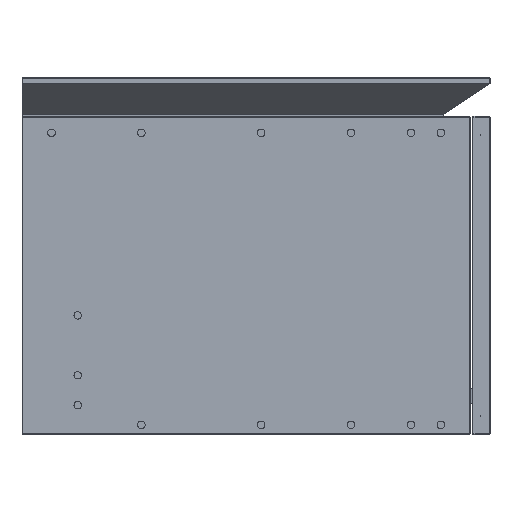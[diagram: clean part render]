
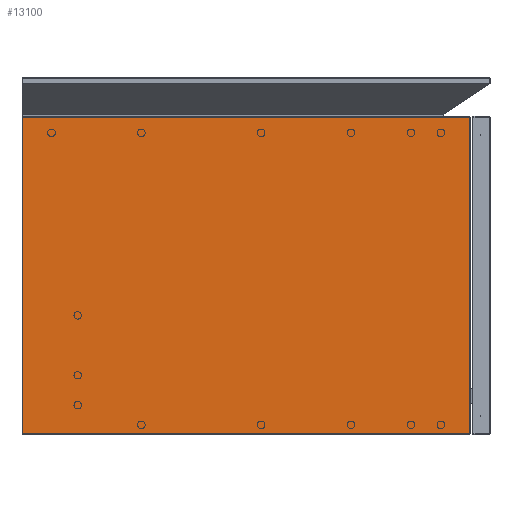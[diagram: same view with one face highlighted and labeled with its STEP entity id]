
A CAD part, left-side view. The second image highlights one B-rep face of the part: STEP entity #13100.
In plain terms, the highlighted planar face has unit normal (-1, 0, 0).
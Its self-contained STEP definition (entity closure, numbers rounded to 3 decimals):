
#13005=CARTESIAN_POINT('',(-61.753,38841.463,-0.8));
#13006=VERTEX_POINT('',#13005);
#13013=CARTESIAN_POINT('',(-61.753,38363.263,-0.8));
#13014=VERTEX_POINT('',#13013);
#13015=CARTESIAN_POINT('',(-61.753,38841.463,-0.8));
#13016=DIRECTION('',(0.0,-1.0,0.0));
#13017=VECTOR('',#13016,478.2);
#13018=LINE('',#13015,#13017);
#13019=EDGE_CURVE('',#13006,#13014,#13018,.T.);
#13036=CARTESIAN_POINT('',(-61.753,38363.263,-339.2));
#13037=VERTEX_POINT('',#13036);
#13038=CARTESIAN_POINT('',(-61.753,38363.263,-0.8));
#13039=DIRECTION('',(0.0,0.0,-1.0));
#13040=VECTOR('',#13039,338.4);
#13041=LINE('',#13038,#13040);
#13042=EDGE_CURVE('',#13014,#13037,#13041,.T.);
#13077=CARTESIAN_POINT('',(-61.753,38602.363,-0.799));
#13078=DIRECTION('',(-1.0,0.0,0.0));
#13079=DIRECTION('',(0.0,0.0,1.0));
#13080=AXIS2_PLACEMENT_3D('',#13077,#13078,#13079);
#13081=PLANE('',#13080);
#13082=ORIENTED_EDGE('',*,*,#13019,.F.);
#13083=CARTESIAN_POINT('',(-61.753,38841.463,-339.2));
#13084=VERTEX_POINT('',#13083);
#13085=CARTESIAN_POINT('',(-61.753,38841.463,-339.2));
#13086=DIRECTION('',(0.0,0.0,1.0));
#13087=VECTOR('',#13086,338.4);
#13088=LINE('',#13085,#13087);
#13089=EDGE_CURVE('',#13084,#13006,#13088,.T.);
#13090=ORIENTED_EDGE('',*,*,#13089,.F.);
#13091=CARTESIAN_POINT('',(-61.753,38363.263,-339.2));
#13092=DIRECTION('',(0.0,1.0,0.0));
#13093=VECTOR('',#13092,478.2);
#13094=LINE('',#13091,#13093);
#13095=EDGE_CURVE('',#13037,#13084,#13094,.T.);
#13096=ORIENTED_EDGE('',*,*,#13095,.F.);
#13097=ORIENTED_EDGE('',*,*,#13042,.F.);
#13098=EDGE_LOOP('',(#13082,#13090,#13096,#13097));
#13099=FACE_OUTER_BOUND('',#13098,.T.);
#13100=ADVANCED_FACE('',(#13099),#13081,.T.);
